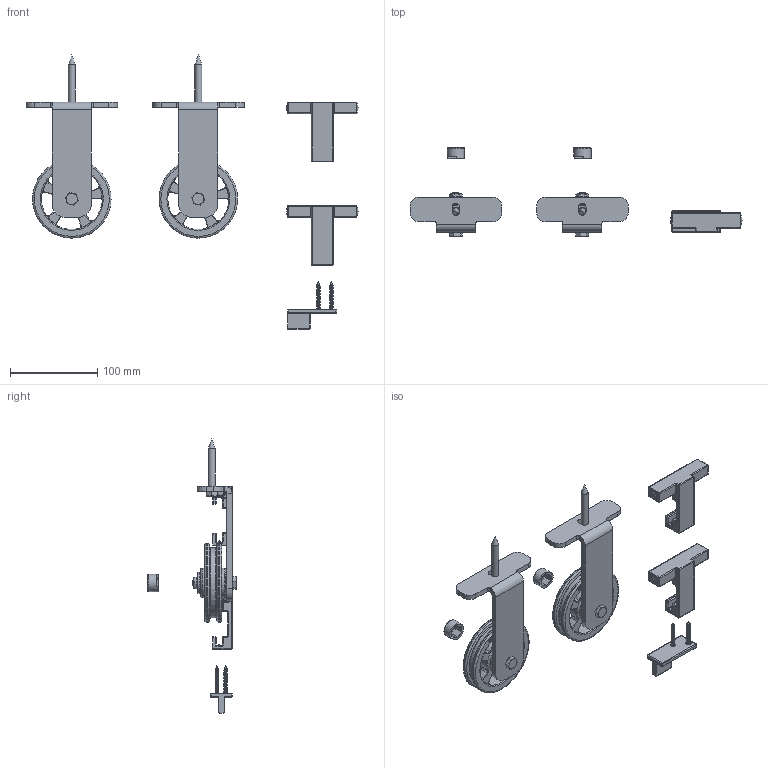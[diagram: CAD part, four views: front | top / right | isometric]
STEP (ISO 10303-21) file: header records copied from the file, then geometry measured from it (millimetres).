
FILE_DESCRIPTION(/* description */ (''),/* implementation_level */ '2;1');
FILE_NAME(/* name */ '.stp',/* time_stamp */ '2019-08-29T11:20:35+02:00',/* author */ ('WG'),/* organization */ (''),/* preprocessor_version */ 'ST-DEVELOPER v17.2',/* originating_system */ 'Autodesk Inventor 2019',/* authorisation */ '');
FILE_SCHEMA (('AUTOMOTIVE_DESIGN { 1 0 10303 214 3 1 1 }'));
Length unit declared in the file: millimetre
Products named in the file (21): RD-E-B; RD-A-B_butée; RD-A-B_butée corps; RD-A-B_butée plastique; RD-A-B_vis verrouillage butée; VAL-RD 030.00r00 Bottom guide standard; 1103R; DIN7997 4x35 Pz; VAL-RD 200.01.00 - Antyjumper MODI_LOKI_RAN; VAL-RD 211.00r00 - Modi Hanger with perforated roller; VAL-RD 220.01r00 - Modi Hanger_v1; VAL-RD 080.00r00 - Roller with holes; VAL-RD 080.01r00 - Roller with holes; DIN 625 SKF - SKF 628-2Z; Tube 10,5x16x12 - Dremec; DIN 439 - M8 x 1,25; DIN 6797 - A 8,4; DIN 931-1 - M8 x 45; DIN 9021 - 8,4; DIN 988 (S) - 8x14; DIN 571 - 8x60
Assembly tree (29 placements, depth 4):
  RD-E-B
    RD-A-B_butée  x2
      RD-A-B_butée corps
      RD-A-B_butée plastique
      RD-A-B_vis verrouillage butée
    VAL-RD 030.00r00 Bottom guide standard
      1103R
      DIN7997 4x35 Pz  x2
    VAL-RD 200.01.00 - Antyjumper MODI_LOKI_RAN  x2
    VAL-RD 211.00r00 - Modi Hanger with perforated roller  x2
      VAL-RD 220.01r00 - Modi Hanger_v1
      VAL-RD 080.00r00 - Roller with holes
        VAL-RD 080.01r00 - Roller with holes
        DIN 625 SKF - SKF 628-2Z  x2
        Tube 10,5x16x12 - Dremec
        DIN 988 (S) - 8x14
      DIN 439 - M8 x 1,25
      DIN 6797 - A 8,4
      DIN 931-1 - M8 x 45
      DIN 9021 - 8,4
      DIN 988 (S) - 8x14
      DIN 571 - 8x60
Bounding box: 380.5 x 102.8 x 314.2 mm (x, y, z)
Volume: 330176.8 mm3; surface area: 152615.9 mm2
Topology: 41 solids, 41 shells, 1642 faces, 4271 edges, 2700 vertices
Faces by surface type: cylinder 548, plane 508, torus 322, cone 110, bspline 88, sphere 66
Full cylindrical faces by diameter (mm): 1.905 x2, 2.8 x32, 2.913 x2, 3.242 x4, 4 x4, 6 x2, 6.647 x2, 7.4 x2, 8 x18, 8.2 x2, 8.4 x6, 10 x6, 10.4 x2, 11.6 x2, 11.8 x2, 13.12 x8, 14 x6, 18.88 x8, 20 x2, 24 x8, 34 x4, 80 x2, 90 x4
Entity records: 38121 total; most frequent: CARTESIAN_POINT 17936, DIRECTION 4319, ORIENTED_EDGE 3974, EDGE_CURVE 1987, AXIS2_PLACEMENT_3D 1759, VERTEX_POINT 1251, CIRCLE 930, EDGE_LOOP 854
